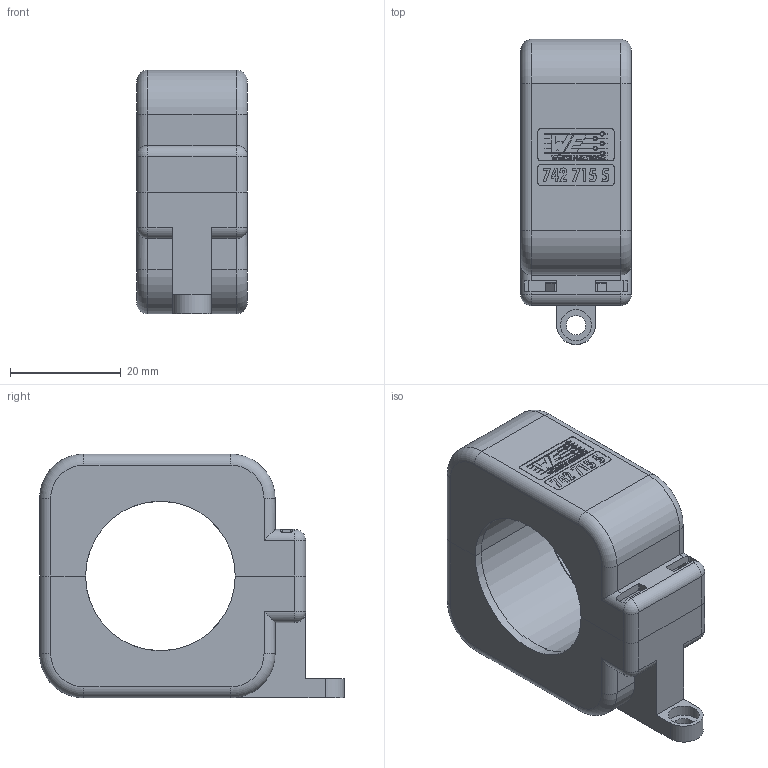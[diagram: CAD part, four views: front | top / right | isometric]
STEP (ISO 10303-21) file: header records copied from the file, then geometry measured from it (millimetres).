
FILE_DESCRIPTION(/* description */ ('Unknown'),/* implementation_level */ '2;1');
FILE_NAME(/* name */ '7427155',/* time_stamp */ '2020-08-25T15:36:36+02:00',/* author */ ('Unknown'),/* organization */ ('Unknown'),/* preprocessor_version */ 'ST-DEVELOPER v16.7',/* originating_system */ 'DEX',/* authorisation */ $);
FILE_SCHEMA (('AUTOMOTIVE_DESIGN {1 0 10303 214 3 1 1}'));
Length unit declared in the file: millimetre
Products named in the file (4): 7427155; Gehäuse_1; Gehäuse_2; Ferrit
Assembly tree (4 placements, depth 2):
  7427155
    Gehäuse_1
    Gehäuse_2
    Ferrit  x2
Bounding box: 20 x 55 x 44 mm (x, y, z)
Volume: 20460.5 mm3; surface area: 17569.6 mm2
Topology: 4 solids, 4 shells, 747 faces, 2042 edges, 1345 vertices
Faces by surface type: plane 576, cylinder 78, bspline 73, torus 10, sphere 6, cone 4
Full cylindrical faces by diameter (mm): 1.35 x4, 3.5 x1, 5.6 x1
Entity records: 24520 total; most frequent: CARTESIAN_POINT 6781, ORIENTED_EDGE 4008, DIRECTION 3016, EDGE_CURVE 2004, VERTEX_POINT 1332, LINE 1318, VECTOR 1318, AXIS2_PLACEMENT_3D 849
